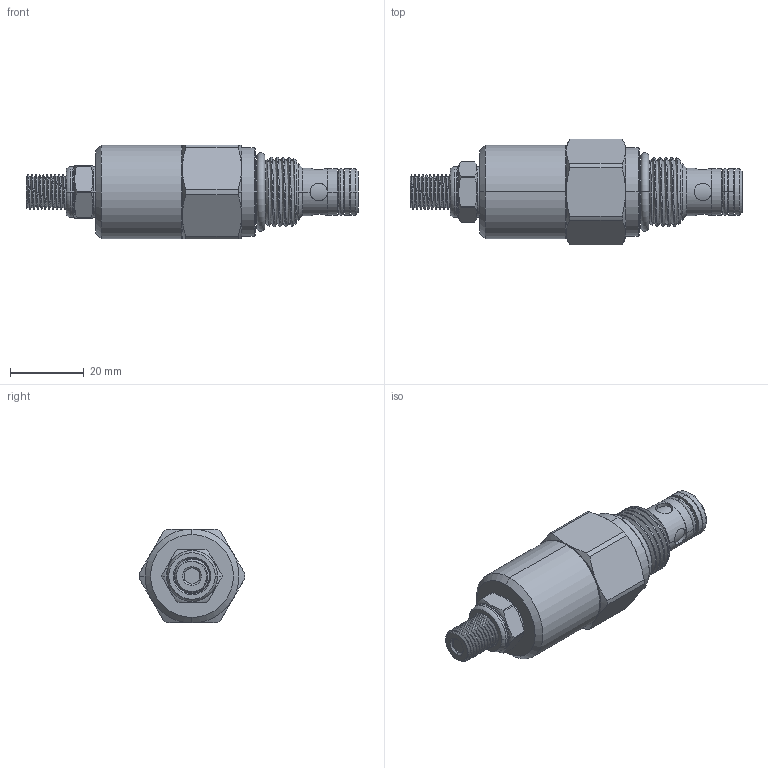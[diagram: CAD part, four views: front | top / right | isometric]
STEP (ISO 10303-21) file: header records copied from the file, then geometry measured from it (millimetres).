
FILE_DESCRIPTION (( 'STEP AP203' ), '1' );
FILE_NAME ('RD08W2A-L(-1).STEP', '2024-06-14T05:30:28', ( '' ), ( '' ), 'SwSTEP 2.0', 'SolidWorks 2018', '' );
FILE_SCHEMA (( 'CONFIG_CONTROL_DESIGN' ));
Length unit declared in the file: millimetre
Products named in the file (1): RD08W2A-L(-1)
Bounding box: 89.8 x 28.57 x 25.4 mm (x, y, z)
Volume: 29306.5 mm3; surface area: 7737.3 mm2
Topology: 2 solids, 2 shells, 198 faces, 480 edges, 303 vertices
Faces by surface type: cylinder 96, plane 43, cone 37, torus 16, bspline 6
Entity records: 11432 total; most frequent: CARTESIAN_POINT 6974, ORIENTED_EDGE 960, DIRECTION 881, EDGE_CURVE 480, AXIS2_PLACEMENT_3D 365, VERTEX_POINT 303, EDGE_LOOP 217, FACE_OUTER_BOUND 198
